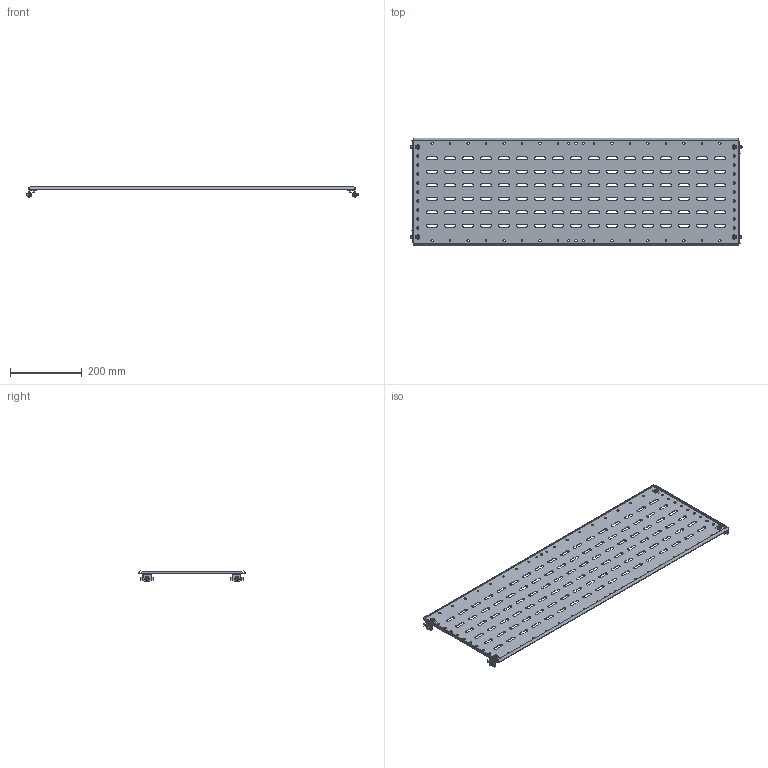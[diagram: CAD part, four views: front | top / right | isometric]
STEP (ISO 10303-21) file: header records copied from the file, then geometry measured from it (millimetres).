
FILE_DESCRIPTION (( 'STEP AP203' ), '1' );
FILE_NAME ('FO-00-SWF-030-100 FORMAT Ïåðåãîðîäêà ñåêöèîíèðîâàíèÿ çàäíÿÿ 300õ1000 IEK.STEP', '2025-01-21T06:14:34', ( '' ), ( '' ), 'SwSTEP 2.0', 'SolidWorks 2022', '' );
FILE_SCHEMA (( 'CONFIG_CONTROL_DESIGN' ));
Length unit declared in the file: millimetre
Products named in the file (1): FO-00-SWF-030-100 FORMAT Перегородка секционирования задняя 300х1000 IEK
Bounding box: 922.4 x 297.66 x 30.52 mm (x, y, z)
Volume: 407725.4 mm3; surface area: 551433.1 mm2
Topology: 1 solids, 5 shells, 1042 faces, 2940 edges, 1936 vertices
Faces by surface type: cylinder 594, plane 384, cone 32, torus 32
Entity records: 34869 total; most frequent: DIRECTION 6310, CARTESIAN_POINT 5919, ORIENTED_EDGE 5880, EDGE_CURVE 2940, AXIS2_PLACEMENT_3D 2327, VERTEX_POINT 1936, VECTOR 1656, LINE 1656
